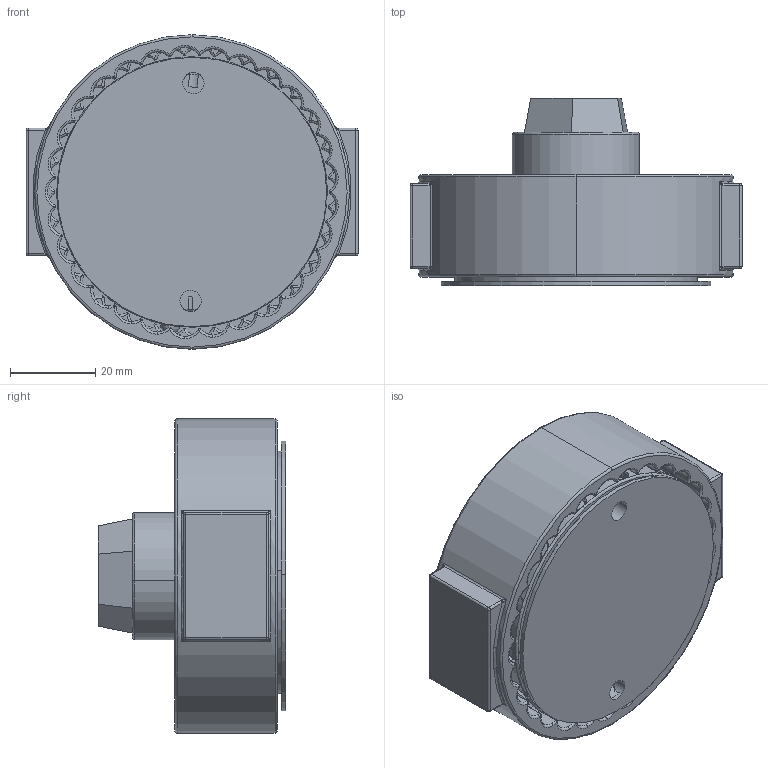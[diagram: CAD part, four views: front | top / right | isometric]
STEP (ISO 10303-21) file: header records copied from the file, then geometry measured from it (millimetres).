
FILE_DESCRIPTION (( 'STEP AP214' ), '1' );
FILE_NAME ('asm_motor_reductor_240703.STEP', '2024-09-20T16:49:21', ( '' ), ( '' ), 'SwSTEP 2.0', 'SolidWorks 2020', '' );
FILE_SCHEMA (( 'AUTOMOTIVE_DESIGN' ));
Length unit declared in the file: millimetre
Products named in the file (7): 689zz1000089; separator240703; asm_motor_reductor_240703; skf61806a; stator240703; sphere4.5mm; rotor240703
Assembly tree (6 placements, depth 2):
  asm_motor_reductor_240703
    stator240703
    separator240703
    rotor240703
    skf61806a
    689zz1000089
    sphere4.5mm
Bounding box: 78 x 44 x 73.9 mm (x, y, z)
Volume: 101827.3 mm3; surface area: 46453 mm2
Topology: 6 solids, 6 shells, 888 faces, 2496 edges, 1575 vertices
Faces by surface type: cylinder 328, torus 276, plane 143, bspline 131, sphere 10
Entity records: 49973 total; most frequent: CARTESIAN_POINT 28028, ORIENTED_EDGE 4946, DIRECTION 4272, EDGE_CURVE 2473, AXIS2_PLACEMENT_3D 1899, VERTEX_POINT 1572, CIRCLE 1133, EDGE_LOOP 933
